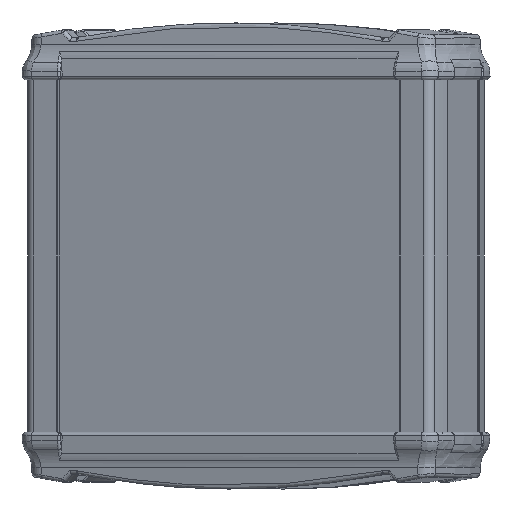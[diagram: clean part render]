
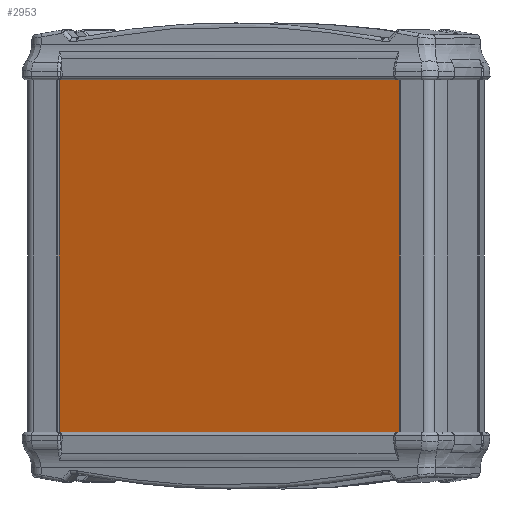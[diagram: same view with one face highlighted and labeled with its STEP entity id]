
A CAD part, front view. The second image highlights one B-rep face of the part: STEP entity #2953.
In plain terms, the highlighted face is planar.
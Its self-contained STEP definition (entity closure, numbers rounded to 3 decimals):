
#2897=CARTESIAN_POINT('',(50.,-19.5,0.));
#2898=VERTEX_POINT('',#2897);
#2905=CARTESIAN_POINT('',(50.,-19.5,-100.0));
#2906=VERTEX_POINT('',#2905);
#2907=CARTESIAN_POINT('',(50.,-19.5,-100.0));
#2908=DIRECTION('',(0.0,0.0,1.0));
#2909=VECTOR('',#2908,100.);
#2910=LINE('',#2907,#2909);
#2911=EDGE_CURVE('',#2906,#2898,#2910,.T.);
#2923=CARTESIAN_POINT('',(50.,-19.5,-100.0));
#2924=DIRECTION('',(0.0,-1.0,0.0));
#2925=DIRECTION('',(0.0,0.0,-1.0));
#2926=AXIS2_PLACEMENT_3D('',#2923,#2924,#2925);
#2927=PLANE('',#2926);
#2928=CARTESIAN_POINT('',(-50.,-19.5,0.));
#2929=VERTEX_POINT('',#2928);
#2930=CARTESIAN_POINT('',(50.,-19.5,0.));
#2931=DIRECTION('',(-1.0,0.0,0.0));
#2932=VECTOR('',#2931,100.);
#2933=LINE('',#2930,#2932);
#2934=EDGE_CURVE('',#2898,#2929,#2933,.T.);
#2935=ORIENTED_EDGE('',*,*,#2934,.T.);
#2936=CARTESIAN_POINT('',(-50.,-19.5,-100.0));
#2937=VERTEX_POINT('',#2936);
#2938=CARTESIAN_POINT('',(-50.,-19.5,-100.0));
#2939=DIRECTION('',(0.0,0.0,1.0));
#2940=VECTOR('',#2939,100.);
#2941=LINE('',#2938,#2940);
#2942=EDGE_CURVE('',#2937,#2929,#2941,.T.);
#2943=ORIENTED_EDGE('',*,*,#2942,.F.);
#2944=CARTESIAN_POINT('',(-50.,-19.5,-100.0));
#2945=DIRECTION('',(1.0,0.0,0.0));
#2946=VECTOR('',#2945,100.);
#2947=LINE('',#2944,#2946);
#2948=EDGE_CURVE('',#2937,#2906,#2947,.T.);
#2949=ORIENTED_EDGE('',*,*,#2948,.T.);
#2950=ORIENTED_EDGE('',*,*,#2911,.T.);
#2951=EDGE_LOOP('',(#2935,#2943,#2949,#2950));
#2952=FACE_OUTER_BOUND('',#2951,.T.);
#2953=ADVANCED_FACE('',(#2952),#2927,.T.);
